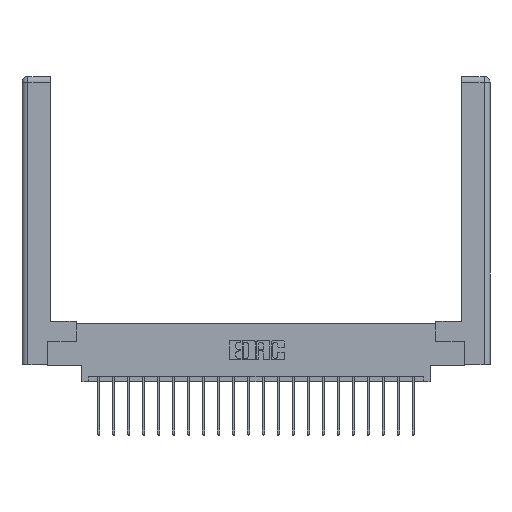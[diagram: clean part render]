
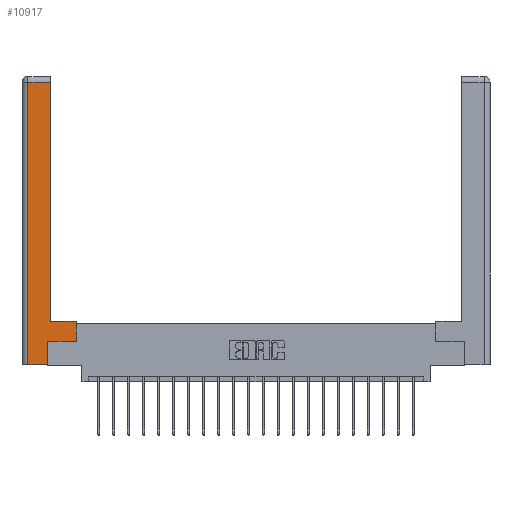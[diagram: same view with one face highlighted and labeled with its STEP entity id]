
A CAD part, top view. The second image highlights one B-rep face of the part: STEP entity #10917.
In plain terms, the highlighted planar face has unit normal (0, 0, 1).
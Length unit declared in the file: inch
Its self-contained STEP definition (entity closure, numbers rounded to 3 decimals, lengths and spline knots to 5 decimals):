
#128 = EDGE_CURVE ( 'NONE', #21460, #7143, #19159, .T. ) ;
#371 = CARTESIAN_POINT ( 'NONE',  ( 0.295, 0.45, 0. ) ) ;
#497 = CARTESIAN_POINT ( 'NONE',  ( 0.265, 0., 0. ) ) ;
#643 = VERTEX_POINT ( 'NONE', #6397 ) ;
#717 = CARTESIAN_POINT ( 'NONE',  ( 0.295, 2.94, 0. ) ) ;
#1146 = EDGE_CURVE ( 'NONE', #15568, #21460, #11151, .T. ) ;
#1195 = VECTOR ( 'NONE', #13574, 39.37008 ) ;
#1229 = VECTOR ( 'NONE', #21502, 39.37008 ) ;
#1761 = VECTOR ( 'NONE', #18984, 39.37008 ) ;
#1788 = LINE ( 'NONE', #14954, #7788 ) ;
#1826 = EDGE_CURVE ( 'NONE', #7143, #17529, #6278, .T. ) ;
#2622 = AXIS2_PLACEMENT_3D ( 'NONE', #9854, #16722, #8277 ) ;
#2926 = VECTOR ( 'NONE', #19618, 39.37008 ) ;
#3091 = VECTOR ( 'NONE', #14490, 39.37008 ) ;
#3254 = ORIENTED_EDGE ( 'NONE', *, *, #1146, .T. ) ;
#4333 = VERTEX_POINT ( 'NONE', #8503 ) ;
#4934 = ORIENTED_EDGE ( 'NONE', *, *, #9425, .T. ) ;
#5307 = FACE_OUTER_BOUND ( 'NONE', #17329, .T. ) ;
#6278 = LINE ( 'NONE', #20762, #14084 ) ;
#6397 = CARTESIAN_POINT ( 'NONE',  ( 0.265, 0.245, 0. ) ) ;
#6411 = LINE ( 'NONE', #6882, #1761 ) ;
#6563 = EDGE_CURVE ( 'NONE', #17529, #14463, #1788, .T. ) ;
#6814 = CARTESIAN_POINT ( 'NONE',  ( 0.565, 0.245, 0. ) ) ;
#6882 = CARTESIAN_POINT ( 'NONE',  ( 0.265, 0.245, 0. ) ) ;
#7143 = VERTEX_POINT ( 'NONE', #717 ) ;
#7788 = VECTOR ( 'NONE', #9905, 39.37008 ) ;
#8277 = DIRECTION ( 'NONE',  ( -1., 0., 0. ) ) ;
#8503 = CARTESIAN_POINT ( 'NONE',  ( 0.265, 0., 0. ) ) ;
#9365 = ORIENTED_EDGE ( 'NONE', *, *, #14871, .T. ) ;
#9425 = EDGE_CURVE ( 'NONE', #19875, #15568, #19115, .T. ) ;
#9854 = CARTESIAN_POINT ( 'NONE',  ( 0., 0., 0. ) ) ;
#9905 = DIRECTION ( 'NONE',  ( 0., -1., 0. ) ) ;
#10917 = ADVANCED_FACE ( 'NONE', ( #5307 ), #20484, .F. ) ;
#11151 = LINE ( 'NONE', #17647, #15484 ) ;
#12021 = LINE ( 'NONE', #6814, #1195 ) ;
#13069 = LINE ( 'NONE', #497, #3091 ) ;
#13574 = DIRECTION ( 'NONE',  ( 1., 0., 0. ) ) ;
#13606 = CARTESIAN_POINT ( 'NONE',  ( 0.565, 0.45, 0. ) ) ;
#13707 = DIRECTION ( 'NONE',  ( -1., 0., 0. ) ) ;
#14084 = VECTOR ( 'NONE', #13707, 39.37008 ) ;
#14463 = VERTEX_POINT ( 'NONE', #19322 ) ;
#14490 = DIRECTION ( 'NONE',  ( 1., 0., 0. ) ) ;
#14871 = EDGE_CURVE ( 'NONE', #14463, #4333, #13069, .T. ) ;
#14954 = CARTESIAN_POINT ( 'NONE',  ( 0.0615, 0., 0. ) ) ;
#15436 = ORIENTED_EDGE ( 'NONE', *, *, #128, .T. ) ;
#15484 = VECTOR ( 'NONE', #17507, 39.37008 ) ;
#15568 = VERTEX_POINT ( 'NONE', #13606 ) ;
#15957 = CARTESIAN_POINT ( 'NONE',  ( 0.565, 0.245, 0. ) ) ;
#15975 = ORIENTED_EDGE ( 'NONE', *, *, #16641, .T. ) ;
#16064 = CARTESIAN_POINT ( 'NONE',  ( 0.295, 3., 0. ) ) ;
#16641 = EDGE_CURVE ( 'NONE', #4333, #643, #6411, .T. ) ;
#16722 = DIRECTION ( 'NONE',  ( 0., 0., -1. ) ) ;
#17329 = EDGE_LOOP ( 'NONE', ( #15436, #18349, #21292, #9365, #15975, #19795, #4934, #3254 ) ) ;
#17507 = DIRECTION ( 'NONE',  ( -1., 0., 0. ) ) ;
#17529 = VERTEX_POINT ( 'NONE', #19836 ) ;
#17647 = CARTESIAN_POINT ( 'NONE',  ( 0.295, 0.45, 0. ) ) ;
#17735 = EDGE_CURVE ( 'NONE', #643, #19875, #12021, .T. ) ;
#18172 = CARTESIAN_POINT ( 'NONE',  ( 0.565, 0.45, 0. ) ) ;
#18349 = ORIENTED_EDGE ( 'NONE', *, *, #1826, .T. ) ;
#18984 = DIRECTION ( 'NONE',  ( 0., 1., 0. ) ) ;
#19115 = LINE ( 'NONE', #18172, #1229 ) ;
#19159 = LINE ( 'NONE', #16064, #2926 ) ;
#19322 = CARTESIAN_POINT ( 'NONE',  ( 0.0615, 0., 0. ) ) ;
#19618 = DIRECTION ( 'NONE',  ( 0., 1., 0. ) ) ;
#19795 = ORIENTED_EDGE ( 'NONE', *, *, #17735, .T. ) ;
#19836 = CARTESIAN_POINT ( 'NONE',  ( 0.0615, 2.94, 0. ) ) ;
#19875 = VERTEX_POINT ( 'NONE', #15957 ) ;
#20484 = PLANE ( 'NONE',  #2622 ) ;
#20762 = CARTESIAN_POINT ( 'NONE',  ( 0.0615, 2.94, 0. ) ) ;
#21292 = ORIENTED_EDGE ( 'NONE', *, *, #6563, .T. ) ;
#21460 = VERTEX_POINT ( 'NONE', #371 ) ;
#21502 = DIRECTION ( 'NONE',  ( 0., 1., 0. ) ) ;
